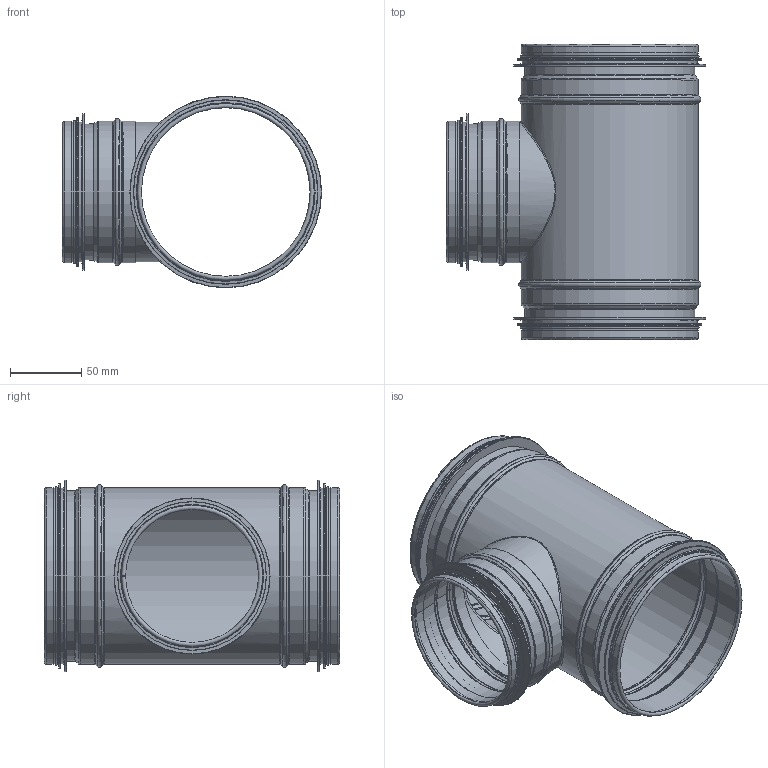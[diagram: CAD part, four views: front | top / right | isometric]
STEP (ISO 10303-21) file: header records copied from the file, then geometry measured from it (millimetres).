
FILE_DESCRIPTION((''),'2;1');
FILE_NAME('HTK_125-100.stp','2014-02-20T15:43:55',(''),(''),'Autodesk Inventor 2013','Autodesk Inventor 2013','');
FILE_SCHEMA(('AUTOMOTIVE_DESIGN { 1 2 10303 214 0 1 1 1 }'));
Length unit declared in the file: millimetre
Products named in the file (6): HTK_125-100; HTKRörämne-125-100; 999004; StosKort-100; StosKortRörämne-100; 999003
Assembly tree (6 placements, depth 3):
  HTK_125-100
    HTKRörämne-125-100
    999004  x2
    StosKort-100
      StosKortRörämne-100
      999003
Bounding box: 181.75 x 207 x 134.45 mm (x, y, z)
Volume: 88958.2 mm3; surface area: 262702.6 mm2
Topology: 5 solids, 5 shells, 175 faces, 337 edges, 182 vertices
Faces by surface type: torus 56, plane 50, cylinder 42, cone 26, bspline 1
Full cylindrical faces by diameter (mm): 93.25 x1, 94.25 x1, 95.45 x1, 97.05 x1, 98.05 x7, 99.05 x3, 104.45 x1, 109.45 x1, 118.25 x2, 119.25 x2, 120.45 x2, 123.05 x11, 124.05 x5, 129.45 x2, 134.45 x2
Entity records: 4236 total; most frequent: CARTESIAN_POINT 967, DIRECTION 704, ORIENTED_EDGE 440, AXIS2_PLACEMENT_3D 320, EDGE_LOOP 251, EDGE_CURVE 220, STYLED_ITEM 160, VERTEX_POINT 159
